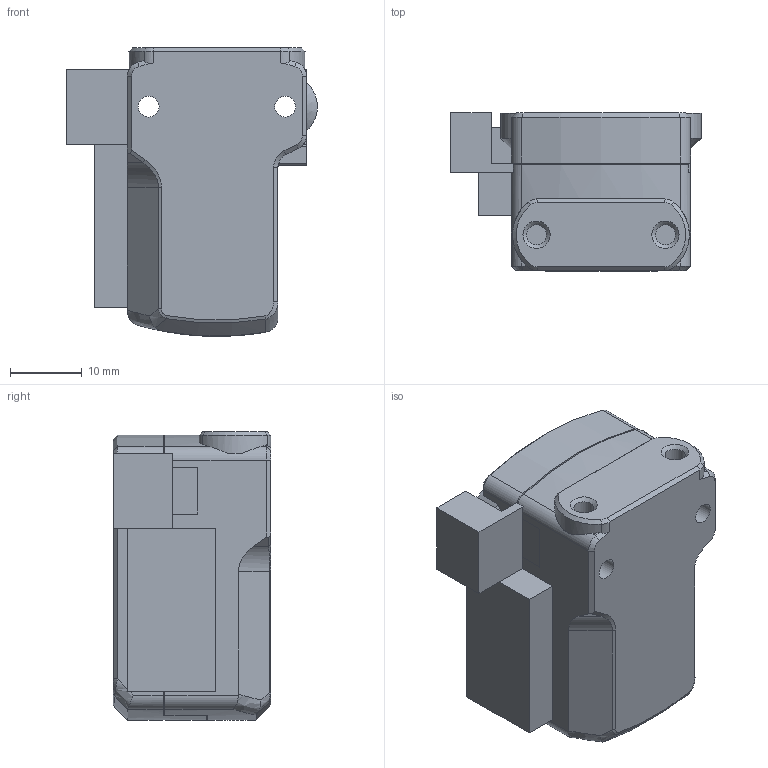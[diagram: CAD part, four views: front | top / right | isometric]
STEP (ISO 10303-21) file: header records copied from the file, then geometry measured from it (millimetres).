
FILE_DESCRIPTION(/* description */ (''),/* implementation_level */ '2;1');
FILE_NAME(/* name */ '5f8dbb2986067111a9a916c5',/* time_stamp */ '2020-10-19T16:13:30+00:00',/* author */ (''),/* organization */ (''),/* preprocessor_version */ 'ST-DEVELOPER v16.7',/* originating_system */ $,/* authorisation */ $);
FILE_SCHEMA (('AUTOMOTIVE_DESIGN {1 0 10303 214 3 1 1}'));
Length unit declared in the file: metre
Products named in the file (5): servo_mount_housing_2; servo_mount_housing_1; flag; endstop_minus; servo_space
Bounding box: 35.02 x 22 x 40.3 mm (x, y, z)
Volume: 18600.4 mm3; surface area: 12699.3 mm2
Topology: 5 solids, 5 shells, 399 faces, 1039 edges, 673 vertices
Faces by surface type: plane 202, bspline 117, cylinder 46, cone 34
Full cylindrical faces by diameter (mm): 2.8 x2, 2.9 x3, 3.3 x5, 6.5 x2
Entity records: 13422 total; most frequent: CARTESIAN_POINT 4390, ORIENTED_EDGE 2022, DIRECTION 1442, EDGE_CURVE 1011, VERTEX_POINT 669, LINE 604, VECTOR 604, FACE_BOUND 462
